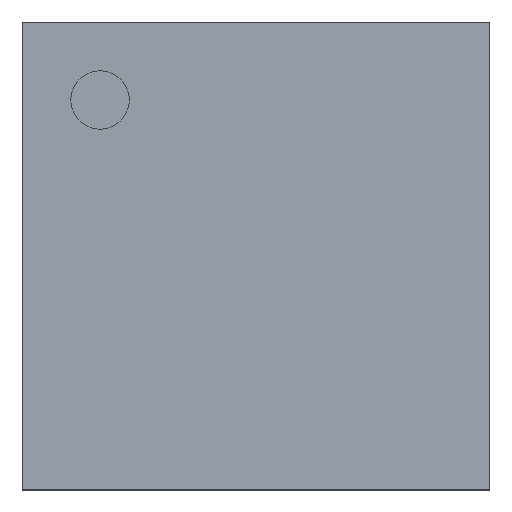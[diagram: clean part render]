
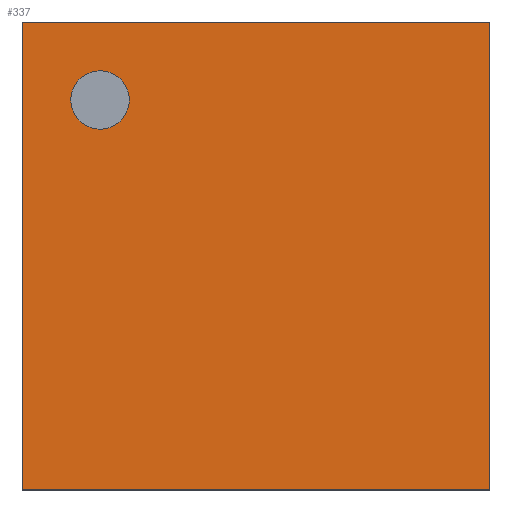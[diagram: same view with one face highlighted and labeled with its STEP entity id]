
A CAD part, top view. The second image highlights one B-rep face of the part: STEP entity #337.
In plain terms, the highlighted planar face has unit normal (0, 0, 1).
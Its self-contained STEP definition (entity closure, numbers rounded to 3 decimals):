
#273 = VERTEX_POINT('',#274);
#274 = CARTESIAN_POINT('',(0.,0.,1.));
#289 = VERTEX_POINT('',#290);
#290 = CARTESIAN_POINT('',(0.,6.13,1.));
#296 = EDGE_CURVE('',#273,#289,#297,.T.);
#297 = LINE('',#298,#299);
#298 = CARTESIAN_POINT('',(0.,0.,1.));
#299 = VECTOR('',#300,1.);
#300 = DIRECTION('',(0.,1.,0.));
#319 = EDGE_CURVE('',#273,#320,#322,.T.);
#320 = VERTEX_POINT('',#321);
#321 = CARTESIAN_POINT('',(6.13,0.,1.));
#322 = LINE('',#323,#324);
#323 = CARTESIAN_POINT('',(0.,0.,1.));
#324 = VECTOR('',#325,1.);
#325 = DIRECTION('',(1.,0.,0.));
#337 = ADVANCED_FACE('',(#338,#356),#367,.T.);
#338 = FACE_BOUND('',#339,.T.);
#339 = EDGE_LOOP('',(#340,#341,#342,#350));
#340 = ORIENTED_EDGE('',*,*,#296,.F.);
#341 = ORIENTED_EDGE('',*,*,#319,.T.);
#342 = ORIENTED_EDGE('',*,*,#343,.T.);
#343 = EDGE_CURVE('',#320,#344,#346,.T.);
#344 = VERTEX_POINT('',#345);
#345 = CARTESIAN_POINT('',(6.13,6.13,1.));
#346 = LINE('',#347,#348);
#347 = CARTESIAN_POINT('',(6.13,0.,1.));
#348 = VECTOR('',#349,1.);
#349 = DIRECTION('',(0.,1.,0.));
#350 = ORIENTED_EDGE('',*,*,#351,.F.);
#351 = EDGE_CURVE('',#289,#344,#352,.T.);
#352 = LINE('',#353,#354);
#353 = CARTESIAN_POINT('',(0.,6.13,1.));
#354 = VECTOR('',#355,1.);
#355 = DIRECTION('',(1.,0.,0.));
#356 = FACE_BOUND('',#357,.T.);
#357 = EDGE_LOOP('',(#358));
#358 = ORIENTED_EDGE('',*,*,#359,.F.);
#359 = EDGE_CURVE('',#360,#360,#362,.T.);
#360 = VERTEX_POINT('',#361);
#361 = CARTESIAN_POINT('',(1.405,5.108,1.));
#362 = CIRCLE('',#363,0.383);
#363 = AXIS2_PLACEMENT_3D('',#364,#365,#366);
#364 = CARTESIAN_POINT('',(1.022,5.108,1.));
#365 = DIRECTION('',(0.,0.,1.));
#366 = DIRECTION('',(1.,0.,0.));
#367 = PLANE('',#368);
#368 = AXIS2_PLACEMENT_3D('',#369,#370,#371);
#369 = CARTESIAN_POINT('',(0.,0.,1.));
#370 = DIRECTION('',(0.,0.,1.));
#371 = DIRECTION('',(1.,0.,0.));
